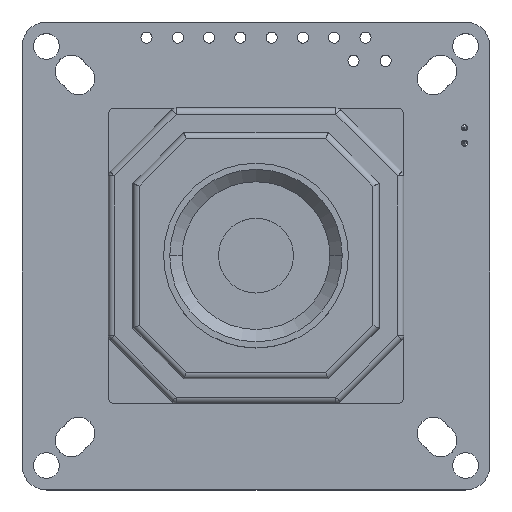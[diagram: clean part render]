
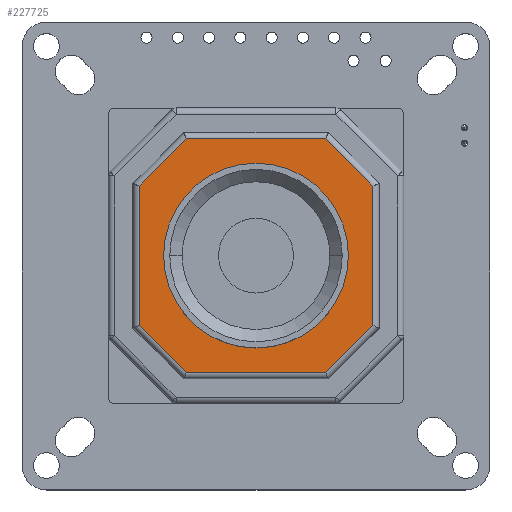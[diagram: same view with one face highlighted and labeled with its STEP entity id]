
A CAD part, top view. The second image highlights one B-rep face of the part: STEP entity #227725.
In plain terms, the highlighted planar face has unit normal (0, 0, 1).
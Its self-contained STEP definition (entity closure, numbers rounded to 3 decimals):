
#803 = VECTOR ( 'NONE', #45836, 1000. ) ;
#2498 = ORIENTED_EDGE ( 'NONE', *, *, #130559, .T. ) ;
#4224 = DIRECTION ( 'NONE',  ( 1., 0., 0. ) ) ;
#6098 = CARTESIAN_POINT ( 'NONE',  ( -5.661, -9.5, 11.5 ) ) ;
#7434 = CARTESIAN_POINT ( 'NONE',  ( -5.868, 9.5, 11.5 ) ) ;
#7470 = FACE_OUTER_BOUND ( 'NONE', #30151, .T. ) ;
#9807 = VERTEX_POINT ( 'NONE', #6098 ) ;
#12400 = VERTEX_POINT ( 'NONE', #52219 ) ;
#13441 = EDGE_CURVE ( 'NONE', #29002, #9807, #218909, .T. ) ;
#20378 = CARTESIAN_POINT ( 'NONE',  ( -5.515, -9.646, 11.5 ) ) ;
#20419 = LINE ( 'NONE', #163183, #210268 ) ;
#22063 = CARTESIAN_POINT ( 'NONE',  ( 9.5, -5.661, 11.5 ) ) ;
#26350 = EDGE_CURVE ( 'NONE', #129454, #12400, #103681, .T. ) ;
#29002 = VERTEX_POINT ( 'NONE', #33612 ) ;
#30151 = EDGE_LOOP ( 'NONE', ( #103827, #2498, #206828, #36573, #85403, #74475, #44129, #119267 ) ) ;
#30718 = VERTEX_POINT ( 'NONE', #183732 ) ;
#33600 = EDGE_CURVE ( 'NONE', #12400, #29002, #152524, .T. ) ;
#33612 = CARTESIAN_POINT ( 'NONE',  ( -9.5, -5.661, 11.5 ) ) ;
#34887 = LINE ( 'NONE', #209056, #36563 ) ;
#36563 = VECTOR ( 'NONE', #140497, 1000. ) ;
#36573 = ORIENTED_EDGE ( 'NONE', *, *, #26350, .T. ) ;
#40009 = LINE ( 'NONE', #7434, #218740 ) ;
#44129 = ORIENTED_EDGE ( 'NONE', *, *, #220071, .T. ) ;
#45054 = VERTEX_POINT ( 'NONE', #76223 ) ;
#45491 = VERTEX_POINT ( 'NONE', #180501 ) ;
#45836 = DIRECTION ( 'NONE',  ( 0., -1., 0. ) ) ;
#47930 = LINE ( 'NONE', #49071, #151374 ) ;
#49071 = CARTESIAN_POINT ( 'NONE',  ( 5.515, 9.646, 11.5 ) ) ;
#52219 = CARTESIAN_POINT ( 'NONE',  ( -9.5, 5.661, 11.5 ) ) ;
#55354 = AXIS2_PLACEMENT_3D ( 'NONE', #149049, #60845, #219902 ) ;
#60845 = DIRECTION ( 'NONE',  ( 0., 0., 1. ) ) ;
#61844 = VECTOR ( 'NONE', #217757, 1000. ) ;
#74475 = ORIENTED_EDGE ( 'NONE', *, *, #13441, .T. ) ;
#76223 = CARTESIAN_POINT ( 'NONE',  ( 9.5, 5.661, 11.5 ) ) ;
#79461 = PLANE ( 'NONE',  #55354 ) ;
#80386 = EDGE_CURVE ( 'NONE', #45491, #120701, #147595, .T. ) ;
#85403 = ORIENTED_EDGE ( 'NONE', *, *, #33600, .T. ) ;
#94865 = CARTESIAN_POINT ( 'NONE',  ( -5.661, 9.5, 11.5 ) ) ;
#95712 = DIRECTION ( 'NONE',  ( -1., 0., 0. ) ) ;
#96499 = VECTOR ( 'NONE', #121035, 1000. ) ;
#96590 = CARTESIAN_POINT ( 'NONE',  ( 9.646, -5.515, 11.5 ) ) ;
#103681 = LINE ( 'NONE', #136188, #96499 ) ;
#103827 = ORIENTED_EDGE ( 'NONE', *, *, #131465, .T. ) ;
#116876 = EDGE_CURVE ( 'NONE', #30718, #129454, #40009, .T. ) ;
#119267 = ORIENTED_EDGE ( 'NONE', *, *, #80386, .T. ) ;
#120701 = VERTEX_POINT ( 'NONE', #22063 ) ;
#121035 = DIRECTION ( 'NONE',  ( -0.707, -0.707, 0. ) ) ;
#129454 = VERTEX_POINT ( 'NONE', #94865 ) ;
#130559 = EDGE_CURVE ( 'NONE', #45054, #30718, #47930, .T. ) ;
#131465 = EDGE_CURVE ( 'NONE', #120701, #45054, #34887, .T. ) ;
#136188 = CARTESIAN_POINT ( 'NONE',  ( -9.646, 5.515, 11.5 ) ) ;
#140497 = DIRECTION ( 'NONE',  ( 0., 1., 0. ) ) ;
#147595 = LINE ( 'NONE', #96590, #188307 ) ;
#149049 = CARTESIAN_POINT ( 'NONE',  ( 0., 0., 11.5 ) ) ;
#151374 = VECTOR ( 'NONE', #190616, 1000. ) ;
#152524 = LINE ( 'NONE', #166492, #803 ) ;
#163183 = CARTESIAN_POINT ( 'NONE',  ( 5.868, -9.5, 11.5 ) ) ;
#166492 = CARTESIAN_POINT ( 'NONE',  ( -9.5, -5.868, 11.5 ) ) ;
#180501 = CARTESIAN_POINT ( 'NONE',  ( 5.661, -9.5, 11.5 ) ) ;
#183732 = CARTESIAN_POINT ( 'NONE',  ( 5.661, 9.5, 11.5 ) ) ;
#188307 = VECTOR ( 'NONE', #219599, 1000. ) ;
#190616 = DIRECTION ( 'NONE',  ( -0.707, 0.707, 0. ) ) ;
#206828 = ORIENTED_EDGE ( 'NONE', *, *, #116876, .T. ) ;
#209056 = CARTESIAN_POINT ( 'NONE',  ( 9.5, 5.868, 11.5 ) ) ;
#210268 = VECTOR ( 'NONE', #4224, 1000. ) ;
#217757 = DIRECTION ( 'NONE',  ( 0.707, -0.707, 0. ) ) ;
#218740 = VECTOR ( 'NONE', #95712, 1000. ) ;
#218909 = LINE ( 'NONE', #20378, #61844 ) ;
#219599 = DIRECTION ( 'NONE',  ( 0.707, 0.707, 0. ) ) ;
#219902 = DIRECTION ( 'NONE',  ( 1., 0., 0. ) ) ;
#220071 = EDGE_CURVE ( 'NONE', #9807, #45491, #20419, .T. ) ;
#227725 = ADVANCED_FACE ( 'NONE', ( #7470 ), #79461, .T. ) ;
